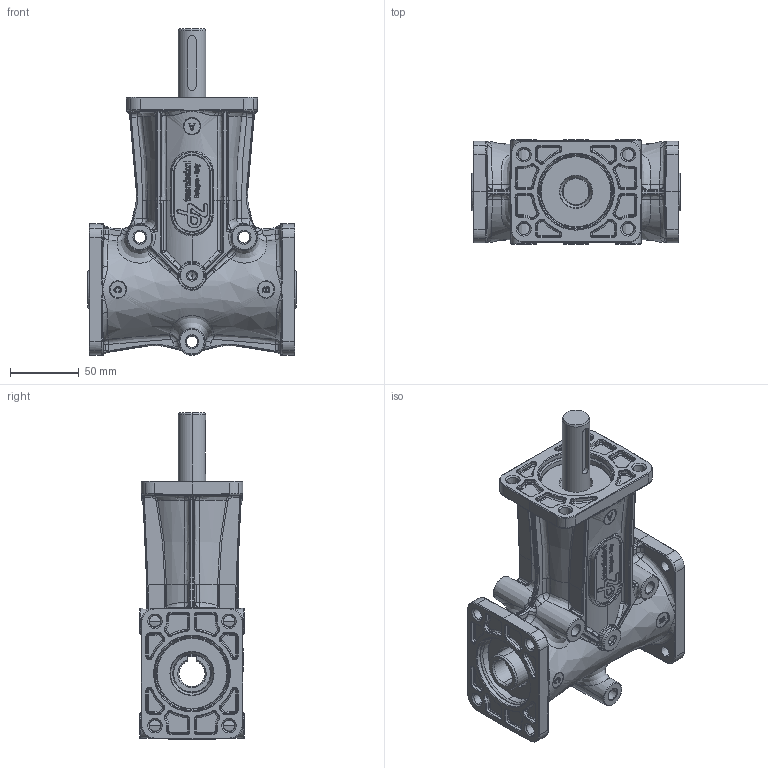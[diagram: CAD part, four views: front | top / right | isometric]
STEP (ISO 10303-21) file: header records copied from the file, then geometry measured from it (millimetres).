
FILE_DESCRIPTION(('STEP AP214'),'1');
FILE_NAME('dz_311_-_3fabc.stp','2017-07-04T10:53:36',('TraceParts'),('TraceParts S.A.'),'Spatial InterOp 3D',' ',' ');
FILE_SCHEMA(('automotive_design'));
Length unit declared in the file: millimetre
Products named in the file (1): dz_311_-_3fabc
Bounding box: 152 x 76 x 238 mm (x, y, z)
Volume: 1033125.8 mm3; surface area: 135110.5 mm2
Topology: 1 solids, 2 shells, 3466 faces, 8282 edges, 4852 vertices
Faces by surface type: bspline 1191, cylinder 1110, plane 598, cone 459, torus 80, sphere 28
Entity records: 217476 total; most frequent: CARTESIAN_POINT 114667, ORIENTED_EDGE 16436, DIRECTION 14671, EDGE_CURVE 8218, AXIS2_PLACEMENT_3D 5819, VERTEX_POINT 4851, EDGE_LOOP 3593, STYLED_ITEM 3466
